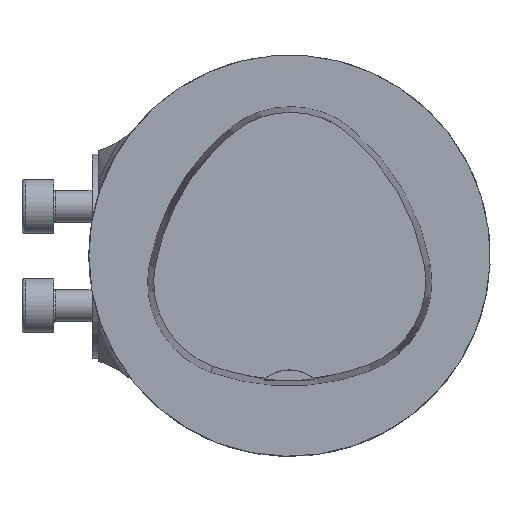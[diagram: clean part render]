
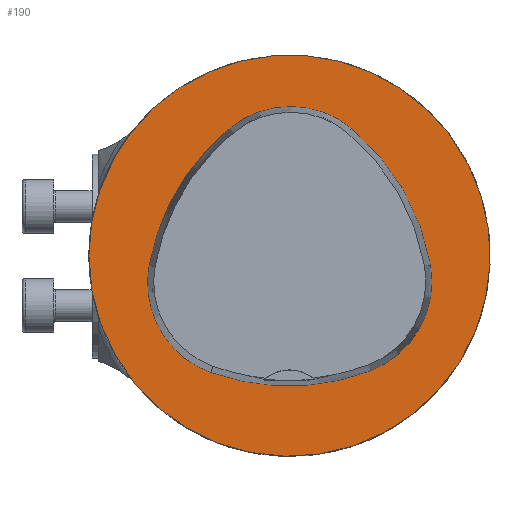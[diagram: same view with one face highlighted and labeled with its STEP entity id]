
A CAD part, top view. The second image highlights one B-rep face of the part: STEP entity #190.
In plain terms, the highlighted planar face has unit normal (0, 0, 1).
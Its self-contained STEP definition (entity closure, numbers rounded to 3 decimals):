
#86=PLANE('',#1236);
#190=ADVANCED_FACE('',(#258,#259),#86,.T.);
#258=FACE_BOUND('',#342,.T.);
#259=FACE_BOUND('',#343,.T.);
#342=EDGE_LOOP('',(#747,#748,#749,#750,#751,#752));
#343=EDGE_LOOP('',(#753));
#512=CIRCLE('',#1168,31.5);
#519=CIRCLE('',#1214,36.);
#521=CIRCLE('',#1217,15.);
#523=CIRCLE('',#1220,36.);
#525=CIRCLE('',#1223,15.);
#529=CIRCLE('',#1228,36.);
#531=CIRCLE('',#1231,15.);
#747=ORIENTED_EDGE('',*,*,#1060,.T.);
#748=ORIENTED_EDGE('',*,*,#1040,.T.);
#749=ORIENTED_EDGE('',*,*,#1044,.T.);
#750=ORIENTED_EDGE('',*,*,#1047,.T.);
#751=ORIENTED_EDGE('',*,*,#1050,.T.);
#752=ORIENTED_EDGE('',*,*,#1058,.T.);
#753=ORIENTED_EDGE('',*,*,#973,.F.);
#868=VERTEX_POINT('',#1702);
#913=VERTEX_POINT('',#1928);
#914=VERTEX_POINT('',#1929);
#917=VERTEX_POINT('',#1937);
#919=VERTEX_POINT('',#1943);
#921=VERTEX_POINT('',#1949);
#928=VERTEX_POINT('',#1970);
#973=EDGE_CURVE('',#868,#868,#512,.T.);
#1040=EDGE_CURVE('',#913,#914,#519,.T.);
#1044=EDGE_CURVE('',#914,#917,#521,.T.);
#1047=EDGE_CURVE('',#917,#919,#523,.T.);
#1050=EDGE_CURVE('',#919,#921,#525,.T.);
#1058=EDGE_CURVE('',#921,#928,#529,.T.);
#1060=EDGE_CURVE('',#928,#913,#531,.T.);
#1168=AXIS2_PLACEMENT_3D('',#1701,#1342,#1343);
#1214=AXIS2_PLACEMENT_3D('',#1927,#1461,#1462);
#1217=AXIS2_PLACEMENT_3D('',#1936,#1469,#1470);
#1220=AXIS2_PLACEMENT_3D('',#1942,#1476,#1477);
#1223=AXIS2_PLACEMENT_3D('',#1948,#1483,#1484);
#1228=AXIS2_PLACEMENT_3D('',#1971,#1495,#1496);
#1231=AXIS2_PLACEMENT_3D('',#1974,#1501,#1502);
#1236=AXIS2_PLACEMENT_3D('',#1979,#1511,#1512);
#1342=DIRECTION('',(0.,0.,-1.));
#1343=DIRECTION('',(-1.,0.,0.));
#1461=DIRECTION('',(0.,0.,-1.));
#1462=DIRECTION('',(-1.,0.,0.));
#1469=DIRECTION('',(0.,0.,-1.));
#1470=DIRECTION('',(-1.,0.,0.));
#1476=DIRECTION('',(0.,0.,-1.));
#1477=DIRECTION('',(-1.,0.,0.));
#1483=DIRECTION('',(0.,0.,-1.));
#1484=DIRECTION('',(-1.,0.,0.));
#1495=DIRECTION('',(0.,0.,-1.));
#1496=DIRECTION('',(-1.,0.,0.));
#1501=DIRECTION('',(0.,0.,-1.));
#1502=DIRECTION('',(-1.,0.,0.));
#1511=DIRECTION('',(0.,0.,1.));
#1512=DIRECTION('',(1.,0.,0.));
#1701=CARTESIAN_POINT('',(0.,0.,0.));
#1702=CARTESIAN_POINT('',(-31.5,-0.004,0.));
#1927=CARTESIAN_POINT('',(13.399,-7.892,0.));
#1928=CARTESIAN_POINT('',(-22.041,-1.564,0.));
#1929=CARTESIAN_POINT('',(-9.319,20.035,0.));
#1936=CARTESIAN_POINT('',(0.147,8.399,0.));
#1937=CARTESIAN_POINT('',(9.777,19.899,0.));
#1942=CARTESIAN_POINT('',(-13.336,-7.702,0.));
#1943=CARTESIAN_POINT('',(22.122,-1.477,0.));
#1948=CARTESIAN_POINT('',(7.348,-4.071,0.));
#1949=CARTESIAN_POINT('',(12.695,-18.085,0.));
#1970=CARTESIAN_POINT('',(-12.371,-18.308,0.));
#1971=CARTESIAN_POINT('',(-0.139,15.55,0.));
#1974=CARTESIAN_POINT('',(-7.274,-4.201,0.));
#1979=CARTESIAN_POINT('',(0.,0.,0.));
